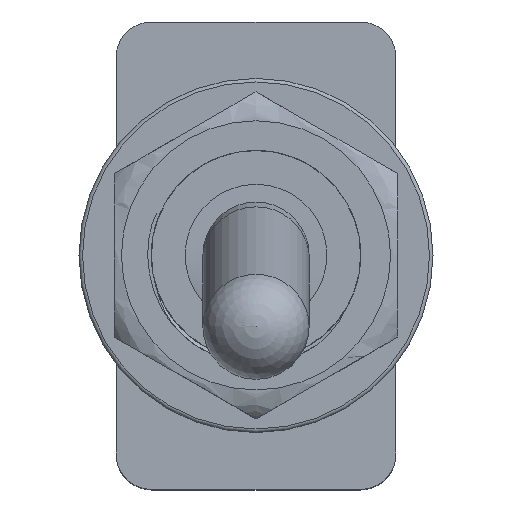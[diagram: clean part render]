
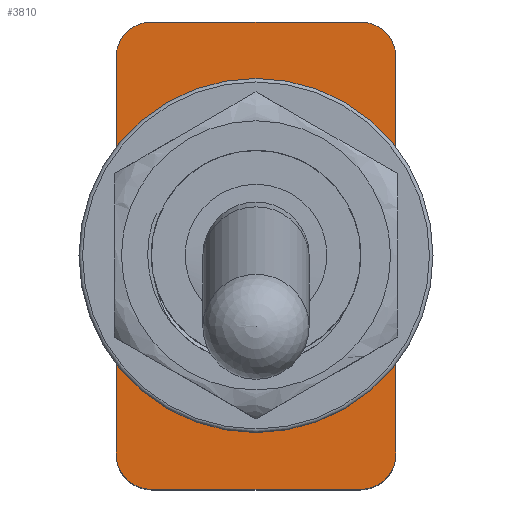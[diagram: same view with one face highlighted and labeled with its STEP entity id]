
A CAD part, top view. The second image highlights one B-rep face of the part: STEP entity #3810.
In plain terms, the highlighted planar face has unit normal (0, 0, 1).
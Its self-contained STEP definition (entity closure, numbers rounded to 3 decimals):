
#149=PLANE('',#4138);
#283=CIRCLE('',#4139,1.);
#284=CIRCLE('',#4140,1.);
#285=CIRCLE('',#4141,1.);
#286=CIRCLE('',#4142,1.);
#485=FACE_OUTER_BOUND('',#716,.T.);
#716=EDGE_LOOP('',(#3304,#3305,#3306,#3307,#3308,#3309,#3310,#3311));
#1118=LINE('',#10126,#1433);
#1119=LINE('',#10130,#1434);
#1120=LINE('',#10134,#1435);
#1121=LINE('',#10138,#1436);
#1433=VECTOR('',#4972,10.);
#1434=VECTOR('',#4975,10.);
#1435=VECTOR('',#4978,10.);
#1436=VECTOR('',#4981,10.);
#1806=VERTEX_POINT('',#10124);
#1807=VERTEX_POINT('',#10125);
#1808=VERTEX_POINT('',#10127);
#1809=VERTEX_POINT('',#10129);
#1810=VERTEX_POINT('',#10131);
#1811=VERTEX_POINT('',#10133);
#1812=VERTEX_POINT('',#10135);
#1813=VERTEX_POINT('',#10137);
#2326=EDGE_CURVE('',#1806,#1807,#1118,.T.);
#2327=EDGE_CURVE('',#1807,#1808,#283,.T.);
#2328=EDGE_CURVE('',#1808,#1809,#1119,.T.);
#2329=EDGE_CURVE('',#1809,#1810,#284,.T.);
#2330=EDGE_CURVE('',#1810,#1811,#1120,.T.);
#2331=EDGE_CURVE('',#1811,#1812,#285,.T.);
#2332=EDGE_CURVE('',#1812,#1813,#1121,.T.);
#2333=EDGE_CURVE('',#1813,#1806,#286,.T.);
#3304=ORIENTED_EDGE('',*,*,#2326,.T.);
#3305=ORIENTED_EDGE('',*,*,#2327,.T.);
#3306=ORIENTED_EDGE('',*,*,#2328,.T.);
#3307=ORIENTED_EDGE('',*,*,#2329,.T.);
#3308=ORIENTED_EDGE('',*,*,#2330,.T.);
#3309=ORIENTED_EDGE('',*,*,#2331,.T.);
#3310=ORIENTED_EDGE('',*,*,#2332,.T.);
#3311=ORIENTED_EDGE('',*,*,#2333,.T.);
#3810=ADVANCED_FACE('',(#485),#149,.T.);
#4138=AXIS2_PLACEMENT_3D('',#10123,#4970,#4971);
#4139=AXIS2_PLACEMENT_3D('',#10128,#4973,#4974);
#4140=AXIS2_PLACEMENT_3D('',#10132,#4976,#4977);
#4141=AXIS2_PLACEMENT_3D('',#10136,#4979,#4980);
#4142=AXIS2_PLACEMENT_3D('',#10139,#4982,#4983);
#4970=DIRECTION('center_axis',(0.,0.,1.));
#4971=DIRECTION('ref_axis',(-1.,0.,0.));
#4972=DIRECTION('',(0.,1.,0.));
#4973=DIRECTION('center_axis',(0.,0.,1.));
#4974=DIRECTION('ref_axis',(1.,0.,0.));
#4975=DIRECTION('',(-1.,0.,0.));
#4976=DIRECTION('center_axis',(0.,0.,1.));
#4977=DIRECTION('ref_axis',(0.,1.,0.));
#4978=DIRECTION('',(0.,-1.,0.));
#4979=DIRECTION('center_axis',(0.,0.,1.));
#4980=DIRECTION('ref_axis',(-1.,0.,0.));
#4981=DIRECTION('',(1.,0.,0.));
#4982=DIRECTION('center_axis',(0.,0.,1.));
#4983=DIRECTION('ref_axis',(0.,-1.,0.));
#10123=CARTESIAN_POINT('Origin',(0.,0.,0.));
#10124=CARTESIAN_POINT('',(3.95,-5.6,0.));
#10125=CARTESIAN_POINT('',(3.95,5.6,0.));
#10126=CARTESIAN_POINT('',(3.95,-5.6,0.));
#10127=CARTESIAN_POINT('',(2.95,6.6,0.));
#10128=CARTESIAN_POINT('Origin',(2.95,5.6,0.));
#10129=CARTESIAN_POINT('',(-2.95,6.6,0.));
#10130=CARTESIAN_POINT('',(2.95,6.6,0.));
#10131=CARTESIAN_POINT('',(-3.95,5.6,0.));
#10132=CARTESIAN_POINT('Origin',(-2.95,5.6,0.));
#10133=CARTESIAN_POINT('',(-3.95,-5.6,0.));
#10134=CARTESIAN_POINT('',(-3.95,5.6,0.));
#10135=CARTESIAN_POINT('',(-2.95,-6.6,0.));
#10136=CARTESIAN_POINT('Origin',(-2.95,-5.6,0.));
#10137=CARTESIAN_POINT('',(2.95,-6.6,0.));
#10138=CARTESIAN_POINT('',(-2.95,-6.6,0.));
#10139=CARTESIAN_POINT('Origin',(2.95,-5.6,0.));
